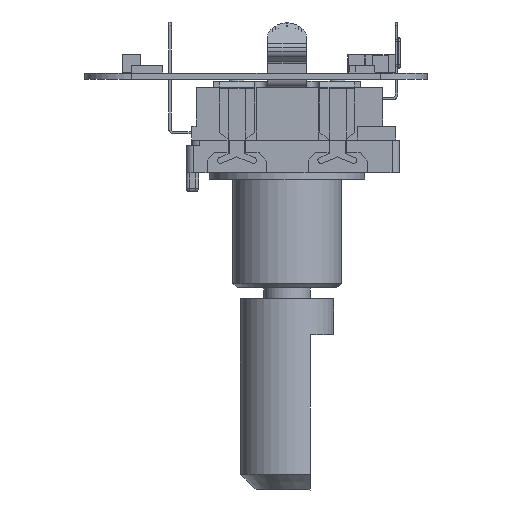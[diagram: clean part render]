
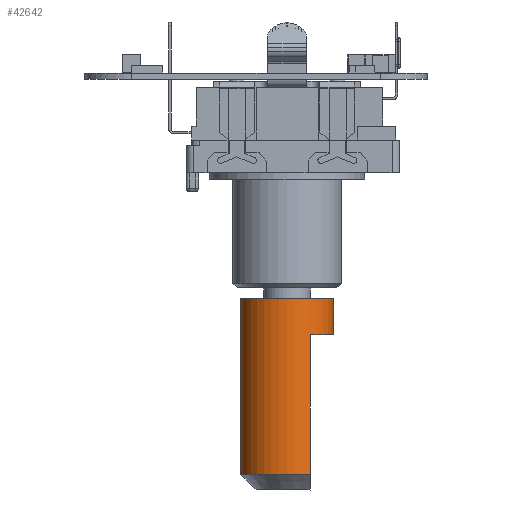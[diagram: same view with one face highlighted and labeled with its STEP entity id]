
A CAD part, left-side view. The second image highlights one B-rep face of the part: STEP entity #42642.
In plain terms, the highlighted cylindrical face has radius 3 mm (diameter 6 mm), a full revolution.
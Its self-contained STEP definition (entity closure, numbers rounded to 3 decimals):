
#42642 = ADVANCED_FACE('',(#42643),#42703,.T.);
#42643 = FACE_BOUND('',#42644,.T.);
#42644 = EDGE_LOOP('',(#42645,#42655,#42664,#42672,#42681,#42688,#42695,
    #42696));
#42645 = ORIENTED_EDGE('',*,*,#42646,.F.);
#42646 = EDGE_CURVE('',#42647,#42649,#42651,.T.);
#42647 = VERTEX_POINT('',#42648);
#42648 = CARTESIAN_POINT('',(16.598,8.,
    -25.811));
#42649 = VERTEX_POINT('',#42650);
#42650 = CARTESIAN_POINT('',(16.598,8.,
    -16.811));
#42651 = LINE('',#42652,#42653);
#42652 = CARTESIAN_POINT('',(16.598,8.,
    -26.411));
#42653 = VECTOR('',#42654,1.);
#42654 = DIRECTION('',(0.,0.,1.));
#42655 = ORIENTED_EDGE('',*,*,#42656,.F.);
#42656 = EDGE_CURVE('',#42657,#42647,#42659,.T.);
#42657 = VERTEX_POINT('',#42658);
#42658 = CARTESIAN_POINT('',(11.402,8.,
    -25.811));
#42659 = CIRCLE('',#42660,3.);
#42660 = AXIS2_PLACEMENT_3D('',#42661,#42662,#42663);
#42661 = CARTESIAN_POINT('',(14.,9.5,
    -25.811));
#42662 = DIRECTION('',(0.,0.,-1.));
#42663 = DIRECTION('',(0.,1.,0.));
#42664 = ORIENTED_EDGE('',*,*,#42665,.T.);
#42665 = EDGE_CURVE('',#42657,#42666,#42668,.T.);
#42666 = VERTEX_POINT('',#42667);
#42667 = CARTESIAN_POINT('',(11.402,8.,
    -16.811));
#42668 = LINE('',#42669,#42670);
#42669 = CARTESIAN_POINT('',(11.402,8.,
    -26.411));
#42670 = VECTOR('',#42671,1.);
#42671 = DIRECTION('',(0.,0.,1.));
#42672 = ORIENTED_EDGE('',*,*,#42673,.T.);
#42673 = EDGE_CURVE('',#42666,#42674,#42676,.T.);
#42674 = VERTEX_POINT('',#42675);
#42675 = CARTESIAN_POINT('',(14.,6.5,
    -16.811));
#42676 = CIRCLE('',#42677,3.);
#42677 = AXIS2_PLACEMENT_3D('',#42678,#42679,#42680);
#42678 = CARTESIAN_POINT('',(14.,9.5,
    -16.811));
#42679 = DIRECTION('',(0.,0.,1.));
#42680 = DIRECTION('',(0.,-1.,0.));
#42681 = ORIENTED_EDGE('',*,*,#42682,.T.);
#42682 = EDGE_CURVE('',#42674,#42683,#42685,.T.);
#42683 = VERTEX_POINT('',#42684);
#42684 = CARTESIAN_POINT('',(14.,6.5,
    -14.511));
#42685 = B_SPLINE_CURVE_WITH_KNOTS('',1,(#42686,#42687),.UNSPECIFIED.,
  .F.,.F.,(2,2),(9.6,11.9),.PIECEWISE_BEZIER_KNOTS.);
#42686 = CARTESIAN_POINT('',(14.,6.5,
    -16.811));
#42687 = CARTESIAN_POINT('',(14.,6.5,
    -14.511));
#42688 = ORIENTED_EDGE('',*,*,#42689,.F.);
#42689 = EDGE_CURVE('',#42683,#42683,#42690,.T.);
#42690 = CIRCLE('',#42691,3.);
#42691 = AXIS2_PLACEMENT_3D('',#42692,#42693,#42694);
#42692 = CARTESIAN_POINT('',(14.,9.5,
    -14.511));
#42693 = DIRECTION('',(0.,0.,1.));
#42694 = DIRECTION('',(0.,-1.,0.));
#42695 = ORIENTED_EDGE('',*,*,#42682,.F.);
#42696 = ORIENTED_EDGE('',*,*,#42697,.T.);
#42697 = EDGE_CURVE('',#42674,#42649,#42698,.T.);
#42698 = CIRCLE('',#42699,3.);
#42699 = AXIS2_PLACEMENT_3D('',#42700,#42701,#42702);
#42700 = CARTESIAN_POINT('',(14.,9.5,
    -16.811));
#42701 = DIRECTION('',(0.,0.,1.));
#42702 = DIRECTION('',(0.,-1.,0.));
#42703 = CYLINDRICAL_SURFACE('',#42704,3.);
#42704 = AXIS2_PLACEMENT_3D('',#42705,#42706,#42707);
#42705 = CARTESIAN_POINT('',(14.,9.5,
    -26.411));
#42706 = DIRECTION('',(0.,0.,1.));
#42707 = DIRECTION('',(0.,-1.,0.));
